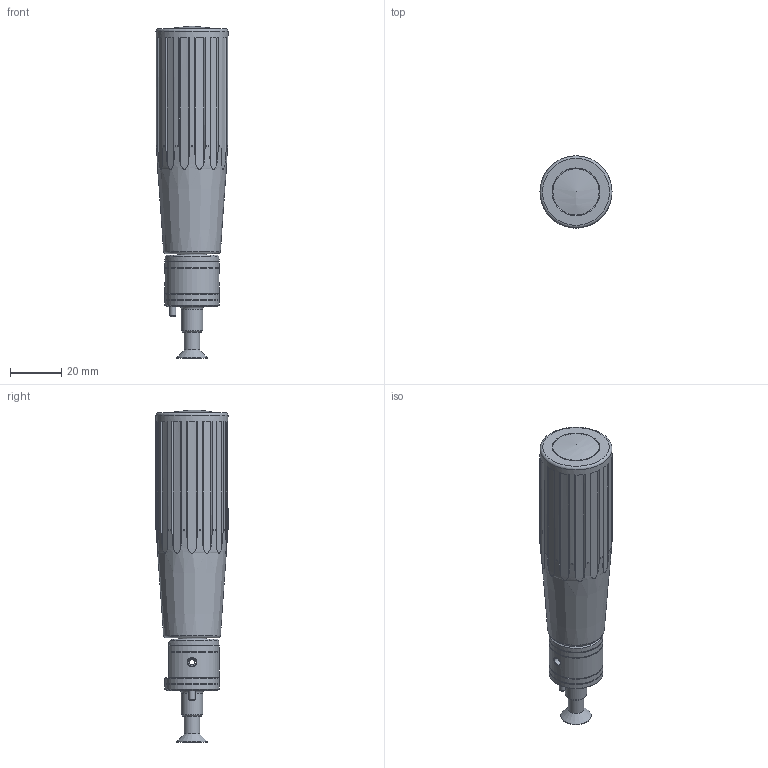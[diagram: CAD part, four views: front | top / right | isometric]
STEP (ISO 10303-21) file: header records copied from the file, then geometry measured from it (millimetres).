
FILE_DESCRIPTION( ( 'Unknown' ), '1' );
FILE_NAME( '6349100_MGRT28x88.stp', 'Unknown', ( 'Unknown' ), ( 'Unknown' ), 'PSStep 11.0', 'Unknown', ' ' );
FILE_SCHEMA( ( 'AUTOMOTIVE_DESIGN { 1 0 10303 214 1 1 1 1 }' ) );
Length unit declared in the file: millimetre
Products named in the file (2): 1833028
Bounding box: 28 x 28 x 129 mm (x, y, z)
Volume: 47409.8 mm3; surface area: 18104.7 mm2
Topology: 2 solids, 5 shells, 231 faces, 624 edges, 407 vertices
Faces by surface type: plane 96, cylinder 78, cone 32, torus 19, bspline 4, sphere 2
Full cylindrical faces by diameter (mm): 2.5 x1, 3.2 x2, 3.5 x1, 6 x1, 6.95 x1, 7 x1, 7.03 x1, 8.3 x1, 11 x2, 11.5 x1, 11.52 x1, 12 x1, 14.5 x1, 15 x1, 17 x1, 18 x1, 21 x2, 28 x1
Entity records: 11854 total; most frequent: CARTESIAN_POINT 4664, ORIENTED_EDGE 1100, DIRECTION 1043, EDGE_CURVE 550, AXIS2_PLACEMENT_3D 420, VERTEX_POINT 381, EDGE_LOOP 299, FACE_OUTER_BOUND 259
